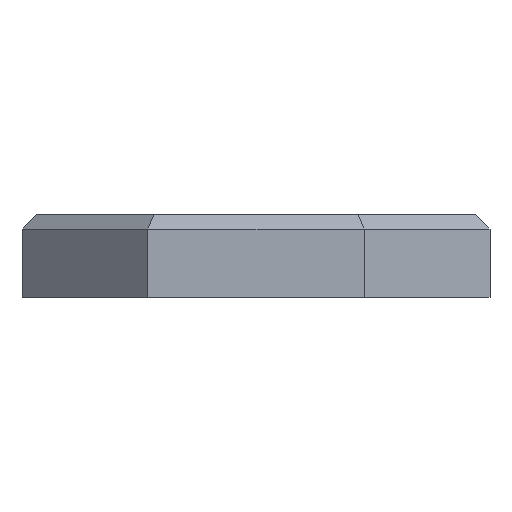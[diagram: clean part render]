
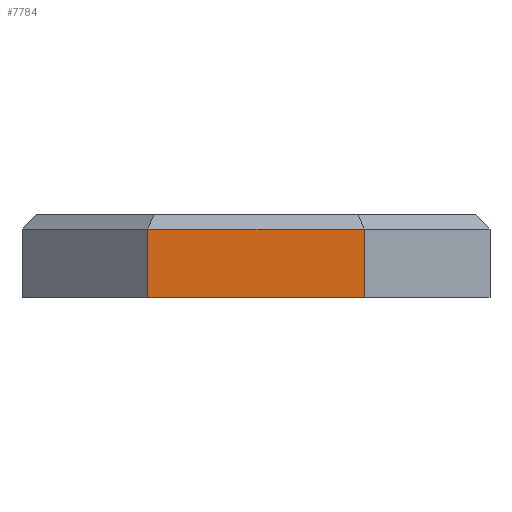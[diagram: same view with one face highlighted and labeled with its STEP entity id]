
A CAD part, front view. The second image highlights one B-rep face of the part: STEP entity #7784.
In plain terms, the highlighted planar face has unit normal (0, -1, 0).
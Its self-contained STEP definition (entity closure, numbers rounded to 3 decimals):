
#410=FACE_OUTER_BOUND('',#850,.T.);
#850=EDGE_LOOP('',(#5515,#5516,#5517,#5518));
#1260=LINE('',#10884,#2298);
#1492=LINE('',#11346,#2530);
#1495=LINE('',#11352,#2533);
#1497=LINE('',#11355,#2535);
#2298=VECTOR('',#8779,10.);
#2530=VECTOR('',#9107,1.);
#2533=VECTOR('',#9114,10.);
#2535=VECTOR('',#9118,10.);
#3336=VERTEX_POINT('',#10881);
#3337=VERTEX_POINT('',#10883);
#3518=VERTEX_POINT('',#11340);
#3519=VERTEX_POINT('',#11344);
#4049=EDGE_CURVE('',#3336,#3337,#1260,.T.);
#4281=EDGE_CURVE('',#3519,#3518,#1492,.T.);
#4284=EDGE_CURVE('',#3518,#3336,#1495,.T.);
#4286=EDGE_CURVE('',#3337,#3519,#1497,.T.);
#5515=ORIENTED_EDGE('',*,*,#4284,.F.);
#5516=ORIENTED_EDGE('',*,*,#4281,.F.);
#5517=ORIENTED_EDGE('',*,*,#4286,.F.);
#5518=ORIENTED_EDGE('',*,*,#4049,.F.);
#7387=PLANE('',#8290);
#7784=ADVANCED_FACE('',(#410),#7387,.T.);
#8290=AXIS2_PLACEMENT_3D('',#11354,#9116,#9117);
#8779=DIRECTION('',(-1.,0.,0.));
#9107=DIRECTION('',(1.,0.,0.));
#9114=DIRECTION('',(0.,0.,-1.));
#9116=DIRECTION('center_axis',(0.,-1.,0.));
#9117=DIRECTION('ref_axis',(1.,0.,0.));
#9118=DIRECTION('',(0.,0.,1.));
#10881=CARTESIAN_POINT('',(6.,-14.45,-4.6));
#10883=CARTESIAN_POINT('',(-6.,-14.45,-4.6));
#10884=CARTESIAN_POINT('',(-24.025,-14.45,-4.6));
#11340=CARTESIAN_POINT('',(6.,-14.45,-0.8));
#11344=CARTESIAN_POINT('',(-6.,-14.45,-0.8));
#11346=CARTESIAN_POINT('',(-24.075,-14.45,-0.8));
#11352=CARTESIAN_POINT('',(6.,-14.45,-2.7));
#11354=CARTESIAN_POINT('Origin',(-48.15,-14.45,-2.));
#11355=CARTESIAN_POINT('',(-6.,-14.45,-2.7));
